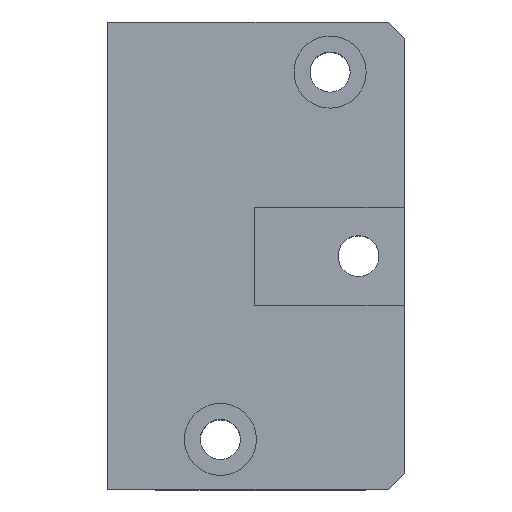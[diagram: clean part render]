
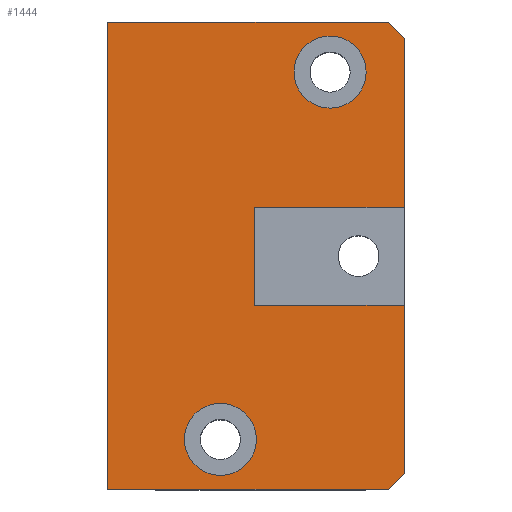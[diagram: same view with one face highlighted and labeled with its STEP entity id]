
A CAD part, top view. The second image highlights one B-rep face of the part: STEP entity #1444.
In plain terms, the highlighted planar face has unit normal (0, 0, 1).
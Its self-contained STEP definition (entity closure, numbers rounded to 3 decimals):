
#43=FACE_BOUND('',#189,.T.);
#44=FACE_BOUND('',#190,.T.);
#60=CIRCLE('',#1538,4.5);
#63=CIRCLE('',#1544,4.5);
#106=FACE_OUTER_BOUND('',#188,.T.);
#188=EDGE_LOOP('',(#1107,#1108,#1109,#1110,#1111,#1112,#1113,#1114,#1115,
#1116));
#189=EDGE_LOOP('',(#1117));
#190=EDGE_LOOP('',(#1118));
#269=LINE('',#2049,#446);
#324=LINE('',#2162,#501);
#336=LINE('',#2186,#513);
#354=LINE('',#2234,#531);
#357=LINE('',#2239,#534);
#358=LINE('',#2241,#535);
#359=LINE('',#2243,#536);
#360=LINE('',#2244,#537);
#361=LINE('',#2246,#538);
#362=LINE('',#2247,#539);
#446=VECTOR('',#1648,10.);
#501=VECTOR('',#1733,10.);
#513=VECTOR('',#1745,10.);
#531=VECTOR('',#1783,1000.);
#534=VECTOR('',#1788,10.);
#535=VECTOR('',#1789,1000.);
#536=VECTOR('',#1790,10.);
#537=VECTOR('',#1791,10.);
#538=VECTOR('',#1792,10.);
#539=VECTOR('',#1793,10.);
#620=VERTEX_POINT('',#2046);
#621=VERTEX_POINT('',#2048);
#663=VERTEX_POINT('',#2159);
#664=VERTEX_POINT('',#2161);
#675=VERTEX_POINT('',#2183);
#676=VERTEX_POINT('',#2185);
#693=VERTEX_POINT('',#2224);
#696=VERTEX_POINT('',#2233);
#698=VERTEX_POINT('',#2240);
#699=VERTEX_POINT('',#2242);
#700=VERTEX_POINT('',#2245);
#701=VERTEX_POINT('',#2248);
#759=EDGE_CURVE('',#621,#620,#269,.T.);
#816=EDGE_CURVE('',#663,#664,#324,.T.);
#828=EDGE_CURVE('',#675,#676,#336,.T.);
#847=EDGE_CURVE('',#693,#693,#60,.T.);
#851=EDGE_CURVE('',#664,#696,#354,.T.);
#854=EDGE_CURVE('',#663,#621,#357,.T.);
#855=EDGE_CURVE('',#620,#698,#358,.T.);
#856=EDGE_CURVE('',#698,#699,#359,.T.);
#857=EDGE_CURVE('',#699,#676,#360,.T.);
#858=EDGE_CURVE('',#675,#700,#361,.T.);
#859=EDGE_CURVE('',#700,#696,#362,.T.);
#860=EDGE_CURVE('',#701,#701,#63,.T.);
#1107=ORIENTED_EDGE('',*,*,#816,.F.);
#1108=ORIENTED_EDGE('',*,*,#854,.T.);
#1109=ORIENTED_EDGE('',*,*,#759,.T.);
#1110=ORIENTED_EDGE('',*,*,#855,.T.);
#1111=ORIENTED_EDGE('',*,*,#856,.T.);
#1112=ORIENTED_EDGE('',*,*,#857,.T.);
#1113=ORIENTED_EDGE('',*,*,#828,.F.);
#1114=ORIENTED_EDGE('',*,*,#858,.T.);
#1115=ORIENTED_EDGE('',*,*,#859,.T.);
#1116=ORIENTED_EDGE('',*,*,#851,.F.);
#1117=ORIENTED_EDGE('',*,*,#847,.T.);
#1118=ORIENTED_EDGE('',*,*,#860,.T.);
#1381=PLANE('',#1543);
#1444=ADVANCED_FACE('',(#106,#43,#44),#1381,.T.);
#1538=AXIS2_PLACEMENT_3D('',#2225,#1772,#1773);
#1543=AXIS2_PLACEMENT_3D('',#2238,#1786,#1787);
#1544=AXIS2_PLACEMENT_3D('',#2249,#1794,#1795);
#1648=DIRECTION('',(-1.,0.,0.));
#1733=DIRECTION('',(0.,-1.,0.));
#1745=DIRECTION('',(0.,-1.,0.));
#1772=DIRECTION('center_axis',(0.,0.,
-1.));
#1773=DIRECTION('ref_axis',(-1.,0.,0.));
#1783=DIRECTION('',(-1.,0.,0.));
#1786=DIRECTION('center_axis',(0.,0.,
1.));
#1787=DIRECTION('ref_axis',(1.,0.,0.));
#1788=DIRECTION('',(-0.707,0.707,0.));
#1789=DIRECTION('',(0.,-1.,0.));
#1790=DIRECTION('',(1.,0.,0.));
#1791=DIRECTION('',(0.707,0.707,0.));
#1792=DIRECTION('',(-1.,0.,0.));
#1793=DIRECTION('',(0.,1.,0.));
#1794=DIRECTION('center_axis',(0.,0.,
-1.));
#1795=DIRECTION('ref_axis',(-1.,0.,0.));
#2046=CARTESIAN_POINT('',(-15.3,31.25,50.));
#2048=CARTESIAN_POINT('',(19.7,31.25,50.));
#2049=CARTESIAN_POINT('',(0.377,31.25,50.));
#2159=CARTESIAN_POINT('',(21.7,29.25,50.));
#2161=CARTESIAN_POINT('',(21.7,8.1,50.));
#2162=CARTESIAN_POINT('',(21.7,4.834,50.));
#2183=CARTESIAN_POINT('',(21.7,-4.1,50.));
#2185=CARTESIAN_POINT('',(21.7,-25.1,50.));
#2186=CARTESIAN_POINT('',(21.7,4.834,50.));
#2224=CARTESIAN_POINT('',(16.95,25.,50.));
#2225=CARTESIAN_POINT('Origin',(12.45,25.,50.));
#2233=CARTESIAN_POINT('',(3.,8.1,50.));
#2234=CARTESIAN_POINT('',(3.2,8.1,50.));
#2238=CARTESIAN_POINT('Origin',(3.2,2.075,50.));
#2239=CARTESIAN_POINT('',(21.744,29.206,50.));
#2240=CARTESIAN_POINT('',(-15.3,-27.1,50.));
#2241=CARTESIAN_POINT('',(-15.3,2.075,50.));
#2242=CARTESIAN_POINT('',(19.7,-27.1,50.));
#2243=CARTESIAN_POINT('',(8.865,-27.1,50.));
#2244=CARTESIAN_POINT('',(23.744,-23.056,50.));
#2245=CARTESIAN_POINT('',(3.,-4.1,50.));
#2246=CARTESIAN_POINT('',(3.4,-4.1,50.));
#2247=CARTESIAN_POINT('',(3.,2.075,50.));
#2248=CARTESIAN_POINT('',(3.25,-20.85,50.));
#2249=CARTESIAN_POINT('Origin',(-1.25,-20.85,50.));
